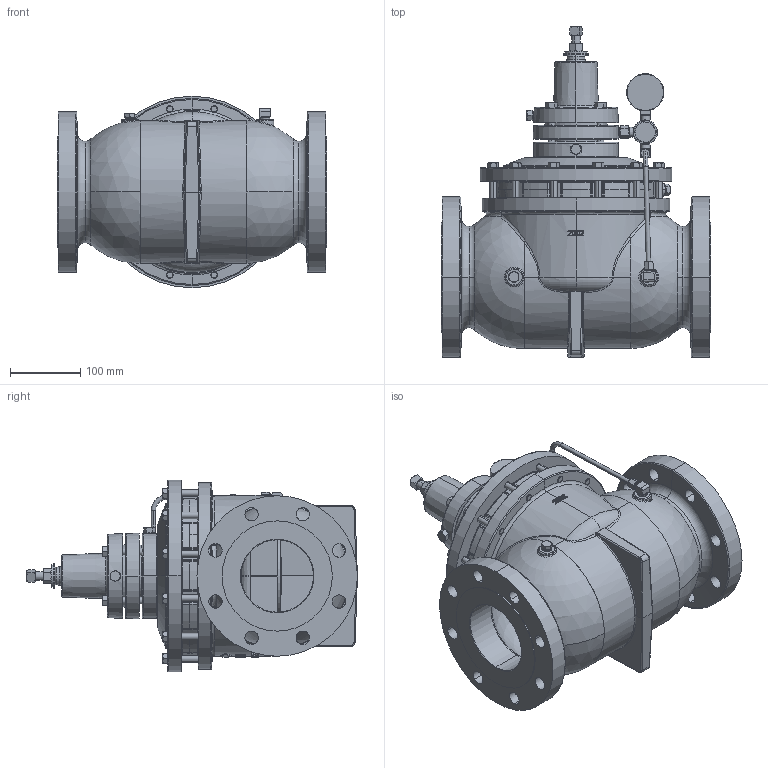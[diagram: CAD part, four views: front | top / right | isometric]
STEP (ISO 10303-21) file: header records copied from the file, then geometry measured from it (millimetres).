
FILE_DESCRIPTION (( 'STEP AP203' ), '1' );
FILE_NAME ('4 INCH 412 FGT BP (AAG).STEP', '2013-12-18T16:03:12', ( 'PCTech' ), ( 'Microsoft' ), 'SwSTEP 2.0', 'SolidWorks 2013', '' );
FILE_SCHEMA (( 'CONFIG_CONTROL_DESIGN' ));
Products named in the file (1): 4 INCH 412 FGT BP (AAG)
Bounding box: 384.18 x 471.42 x 273.05 mm (x, y, z)
Volume: 10410403.7 mm3; surface area: 952505 mm2
Topology: 1 solids, 1 shells, 2128 faces, 5280 edges, 3251 vertices
Faces by surface type: plane 690, bspline 611, cone 333, cylinder 289, torus 132, sphere 73
Entity records: 93790 total; most frequent: CARTESIAN_POINT 49034, ORIENTED_EDGE 10522, DIRECTION 7651, EDGE_CURVE 5261, VERTEX_POINT 3246, AXIS2_PLACEMENT_3D 3028, EDGE_LOOP 2313, FACE_OUTER_BOUND 2128
